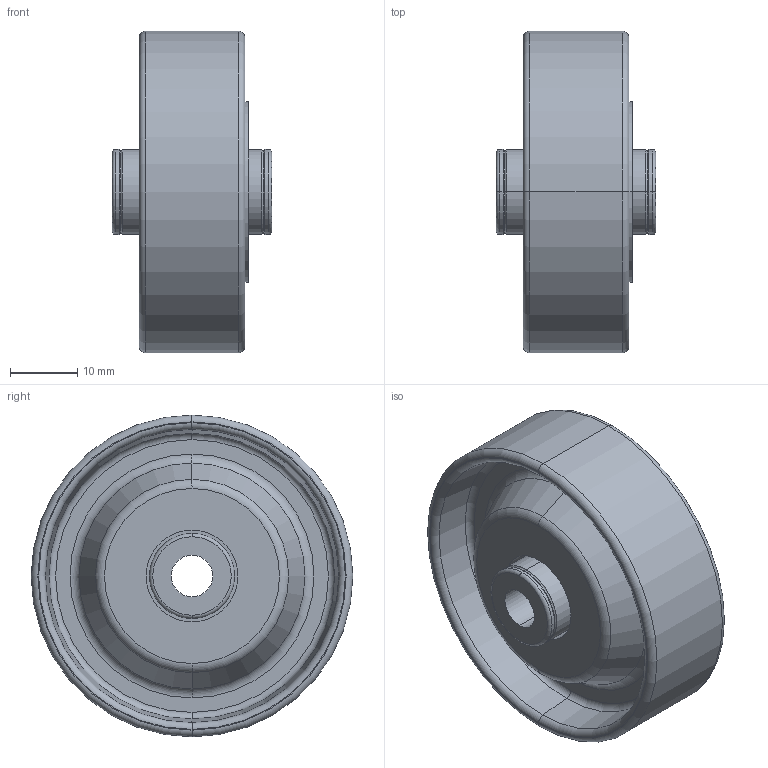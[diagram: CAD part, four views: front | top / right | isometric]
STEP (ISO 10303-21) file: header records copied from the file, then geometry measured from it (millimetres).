
FILE_DESCRIPTION (( 'STEP AP214' ), '1' );
FILE_NAME ('0011533_2300-48-6-NIRO.step', '2017-09-19T12:43:21', ( '' ), ( '' ), 'SwSTEP 2.0', 'SolidWorks 2016', '' );
FILE_SCHEMA (( 'AUTOMOTIVE_DESIGN' ));
Length unit declared in the file: millimetre
Products named in the file (1): 0011533_2300-48-6-NIRO
Bounding box: 23.8 x 48 x 48 mm (x, y, z)
Volume: 19451.7 mm3; surface area: 9463.5 mm2
Topology: 1 solids, 1 shells, 69 faces, 138 edges, 80 vertices
Faces by surface type: torus 32, cylinder 18, plane 11, cone 8
Entity records: 1854 total; most frequent: DIRECTION 390, CARTESIAN_POINT 288, ORIENTED_EDGE 276, AXIS2_PLACEMENT_3D 182, EDGE_CURVE 138, CIRCLE 112, EDGE_LOOP 80, VERTEX_POINT 80
